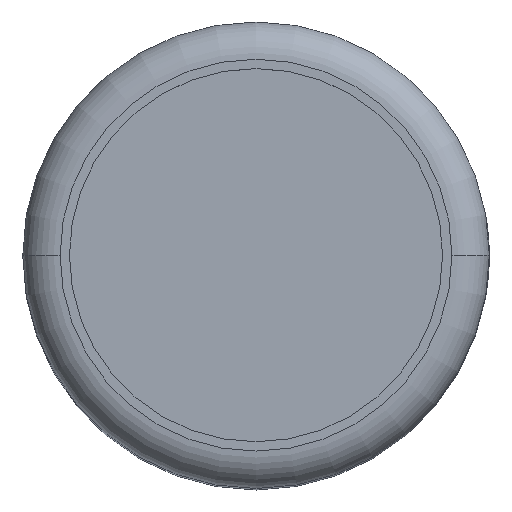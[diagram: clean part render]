
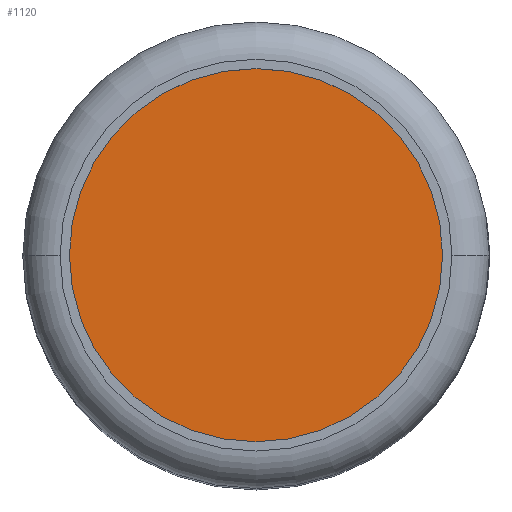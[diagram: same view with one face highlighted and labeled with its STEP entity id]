
A CAD part, top view. The second image highlights one B-rep face of the part: STEP entity #1120.
In plain terms, the highlighted planar face has unit normal (0, 0, 1).
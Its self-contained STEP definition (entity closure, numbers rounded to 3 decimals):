
#1068=CARTESIAN_POINT('',(4.0,0.,20.4));
#1069=VERTEX_POINT('',#1068);
#1078=CARTESIAN_POINT('',(-4.0,0.,20.4));
#1079=VERTEX_POINT('',#1078);
#1080=CARTESIAN_POINT('',(0.0,0.,20.4));
#1081=DIRECTION('',(0.0,0.0,-1.0));
#1082=DIRECTION('',(1.0,0.0,0.0));
#1083=AXIS2_PLACEMENT_3D('',#1080,#1081,#1082);
#1084=CIRCLE('',#1083,4.0);
#1085=EDGE_CURVE('',#1079,#1069,#1084,.F.);
#1105=CARTESIAN_POINT('',(0.0,0.,20.4));
#1106=DIRECTION('',(0.0,0.0,1.0));
#1107=DIRECTION('',(1.0,0.0,0.0));
#1108=AXIS2_PLACEMENT_3D('',#1105,#1106,#1107);
#1109=PLANE('',#1108);
#1110=ORIENTED_EDGE('',*,*,#1085,.T.);
#1111=CARTESIAN_POINT('',(0.0,0.,20.4));
#1112=DIRECTION('',(0.0,0.0,-1.0));
#1113=DIRECTION('',(1.0,0.0,0.0));
#1114=AXIS2_PLACEMENT_3D('',#1111,#1112,#1113);
#1115=CIRCLE('',#1114,4.0);
#1116=EDGE_CURVE('',#1069,#1079,#1115,.F.);
#1117=ORIENTED_EDGE('',*,*,#1116,.T.);
#1118=EDGE_LOOP('',(#1110,#1117));
#1119=FACE_OUTER_BOUND('',#1118,.T.);
#1120=ADVANCED_FACE('',(#1119),#1109,.T.);
